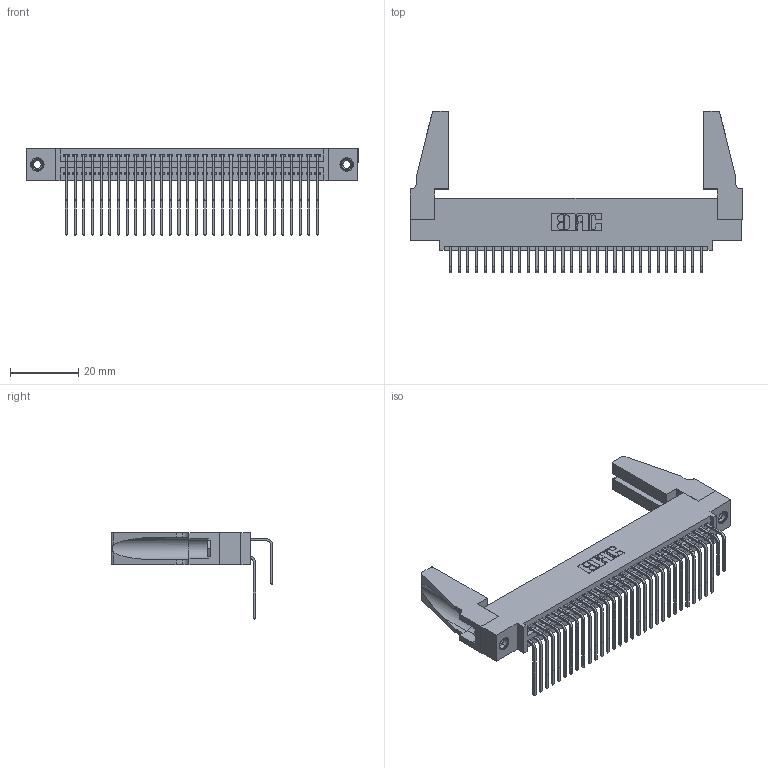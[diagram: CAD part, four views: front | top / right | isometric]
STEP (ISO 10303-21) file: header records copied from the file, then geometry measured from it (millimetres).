
FILE_DESCRIPTION (( 'STEP AP203' ), '1' );
FILE_NAME ('345-060-558-588.STEP', '2019-10-30T09:16:57', ( '' ), ( '' ), 'SwSTEP 2.0', 'SolidWorks 2016', '' );
FILE_SCHEMA (( 'CONFIG_CONTROL_DESIGN' ));
Length unit declared in the file: inch
Products named in the file (6): 345-292-001_558 Tail - 2; 345-220-078_345-220-088; 345 Part_0.110 Offset - 0.156 Dia-TH; 345-060-558-588; 345-250-001_345-250-001-102; 345-292-001_558 559 Tail - 1
Assembly tree (65 placements, depth 2):
  345-060-558-588
    345 Part_0.110 Offset - 0.156 Dia-TH
    345-292-001_558 559 Tail - 1  x30
    345-292-001_558 Tail - 2  x30
    345-250-001_345-250-001-102  x2
    345-220-078_345-220-088  x2
Bounding box: 97.43 x 47.49 x 25.53 mm (x, y, z)
Volume: 12878.7 mm3; surface area: 18839.3 mm2
Topology: 65 solids, 65 shells, 3374 faces, 9967 edges, 6554 vertices
Faces by surface type: plane 2256, cylinder 1102, cone 12, torus 4
Entity records: 29086 total; most frequent: CARTESIAN_POINT 4929, ORIENTED_EDGE 4772, DIRECTION 4338, EDGE_CURVE 2386, LINE 2052, VECTOR 2052, VERTEX_POINT 1582, AXIS2_PLACEMENT_3D 1143
